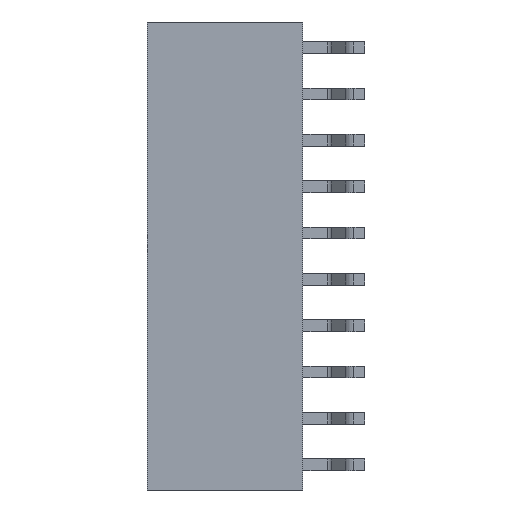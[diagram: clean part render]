
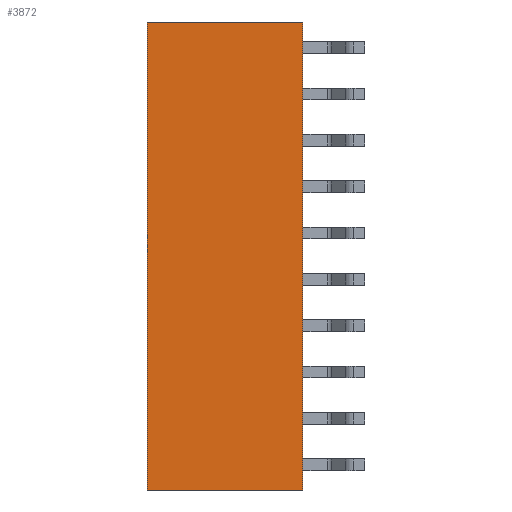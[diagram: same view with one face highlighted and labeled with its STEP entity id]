
A CAD part, left-side view. The second image highlights one B-rep face of the part: STEP entity #3872.
In plain terms, the highlighted planar face has unit normal (-1, 0, 0).
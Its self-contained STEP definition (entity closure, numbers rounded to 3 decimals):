
#16=DIRECTION('',(0.,0.,1.));
#17=VECTOR('',#16,25.65);
#18=CARTESIAN_POINT('',(0.,4.25,-12.825));
#19=LINE('',#18,#17);
#24=DIRECTION('',(0.,-1.,0.));
#25=VECTOR('',#24,8.5);
#26=CARTESIAN_POINT('',(0.,4.25,12.825));
#27=LINE('',#26,#25);
#31=DIRECTION('',(0.,0.,-1.));
#32=VECTOR('',#31,25.65);
#33=CARTESIAN_POINT('',(0.,-4.25,12.825));
#34=LINE('',#33,#32);
#38=DIRECTION('',(0.,1.,0.));
#39=VECTOR('',#38,8.5);
#40=CARTESIAN_POINT('',(0.,-4.25,-12.825));
#41=LINE('',#40,#39);
#3265=CARTESIAN_POINT('',(0.,4.25,-12.825));
#3266=CARTESIAN_POINT('',(0.,4.25,12.825));
#3267=VERTEX_POINT('',#3265);
#3268=VERTEX_POINT('',#3266);
#3269=CARTESIAN_POINT('',(0.,-4.25,12.825));
#3270=VERTEX_POINT('',#3269);
#3271=CARTESIAN_POINT('',(0.,-4.25,-12.825));
#3272=VERTEX_POINT('',#3271);
#3857=CARTESIAN_POINT('',(0.,0.,0.));
#3858=DIRECTION('',(1.,0.,0.));
#3859=DIRECTION('',(0.,0.,-1.));
#3860=AXIS2_PLACEMENT_3D('',#3857,#3858,#3859);
#3861=PLANE('',#3860);
#3863=ORIENTED_EDGE('',*,*,#3862,.T.);
#3865=ORIENTED_EDGE('',*,*,#3864,.T.);
#3867=ORIENTED_EDGE('',*,*,#3866,.T.);
#3869=ORIENTED_EDGE('',*,*,#3868,.T.);
#3870=EDGE_LOOP('',(#3863,#3865,#3867,#3869));
#3871=FACE_OUTER_BOUND('',#3870,.F.);
#3872=ADVANCED_FACE('',(#3871),#3861,.F.);
#3862=EDGE_CURVE('',#3267,#3268,#19,.T.);
#3864=EDGE_CURVE('',#3268,#3270,#27,.T.);
#3866=EDGE_CURVE('',#3270,#3272,#34,.T.);
#3868=EDGE_CURVE('',#3272,#3267,#41,.T.);
